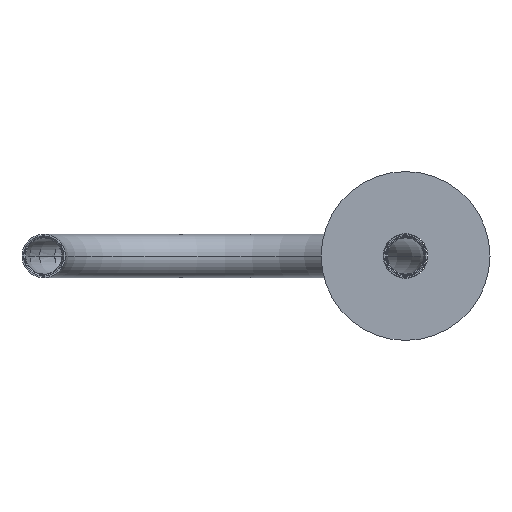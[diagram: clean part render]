
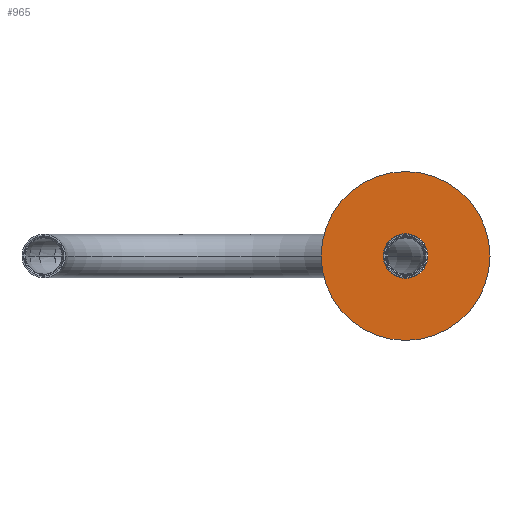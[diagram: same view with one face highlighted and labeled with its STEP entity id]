
A CAD part, front view. The second image highlights one B-rep face of the part: STEP entity #965.
In plain terms, the highlighted face is planar.
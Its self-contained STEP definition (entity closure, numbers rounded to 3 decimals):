
#2 = EDGE_LOOP ( 'NONE', ( #1522, #1069 ) ) ;
#178 = DIRECTION ( 'NONE',  ( 0., 0., -1. ) ) ;
#252 = EDGE_CURVE ( 'NONE', #783, #791, #1491, .T. ) ;
#335 = CARTESIAN_POINT ( 'NONE',  ( 35., 0., 0. ) ) ;
#375 = AXIS2_PLACEMENT_3D ( 'NONE', #1649, #178, #1432 ) ;
#378 = DIRECTION ( 'NONE',  ( 1., 0., 0. ) ) ;
#404 = CARTESIAN_POINT ( 'NONE',  ( -35., 0., 0. ) ) ;
#455 = DIRECTION ( 'NONE',  ( 0., 0., -1. ) ) ;
#506 = CARTESIAN_POINT ( 'NONE',  ( -9.25, 0., 0. ) ) ;
#507 = AXIS2_PLACEMENT_3D ( 'NONE', #765, #914, #378 ) ;
#530 = EDGE_CURVE ( 'NONE', #803, #1669, #617, .T. ) ;
#542 = DIRECTION ( 'NONE',  ( 0., 0., 1. ) ) ;
#617 = CIRCLE ( 'NONE', #1277, 9.25 ) ;
#628 = AXIS2_PLACEMENT_3D ( 'NONE', #1293, #542, #1176 ) ;
#649 = FACE_BOUND ( 'NONE', #1520, .T. ) ;
#654 = ORIENTED_EDGE ( 'NONE', *, *, #1346, .T. ) ;
#765 = CARTESIAN_POINT ( 'NONE',  ( 0., 0., 0. ) ) ;
#783 = VERTEX_POINT ( 'NONE', #335 ) ;
#791 = VERTEX_POINT ( 'NONE', #404 ) ;
#803 = VERTEX_POINT ( 'NONE', #942 ) ;
#860 = EDGE_CURVE ( 'NONE', #791, #783, #963, .T. ) ;
#914 = DIRECTION ( 'NONE',  ( 0., 0., 1. ) ) ;
#942 = CARTESIAN_POINT ( 'NONE',  ( 9.25, 0., 0. ) ) ;
#963 = CIRCLE ( 'NONE', #1642, 35. ) ;
#965 = ADVANCED_FACE ( 'NONE', ( #649, #1220 ), #1619, .F. ) ;
#1062 = DIRECTION ( 'NONE',  ( 1., 0., 0. ) ) ;
#1069 = ORIENTED_EDGE ( 'NONE', *, *, #860, .T. ) ;
#1140 = CARTESIAN_POINT ( 'NONE',  ( 0., 0., 0. ) ) ;
#1176 = DIRECTION ( 'NONE',  ( 1., 0., 0. ) ) ;
#1186 = DIRECTION ( 'NONE',  ( 0., 0., 1. ) ) ;
#1220 = FACE_OUTER_BOUND ( 'NONE', #2, .T. ) ;
#1254 = CIRCLE ( 'NONE', #507, 9.25 ) ;
#1277 = AXIS2_PLACEMENT_3D ( 'NONE', #1644, #1186, #1519 ) ;
#1293 = CARTESIAN_POINT ( 'NONE',  ( 0., 0., 0. ) ) ;
#1320 = ORIENTED_EDGE ( 'NONE', *, *, #530, .T. ) ;
#1346 = EDGE_CURVE ( 'NONE', #1669, #803, #1254, .T. ) ;
#1432 = DIRECTION ( 'NONE',  ( 1., 0., 0. ) ) ;
#1491 = CIRCLE ( 'NONE', #375, 35. ) ;
#1519 = DIRECTION ( 'NONE',  ( 1., 0., 0. ) ) ;
#1520 = EDGE_LOOP ( 'NONE', ( #654, #1320 ) ) ;
#1522 = ORIENTED_EDGE ( 'NONE', *, *, #252, .T. ) ;
#1619 = PLANE ( 'NONE',  #628 ) ;
#1642 = AXIS2_PLACEMENT_3D ( 'NONE', #1140, #455, #1062 ) ;
#1644 = CARTESIAN_POINT ( 'NONE',  ( 0., 0., 0. ) ) ;
#1649 = CARTESIAN_POINT ( 'NONE',  ( 0., 0., 0. ) ) ;
#1669 = VERTEX_POINT ( 'NONE', #506 ) ;
